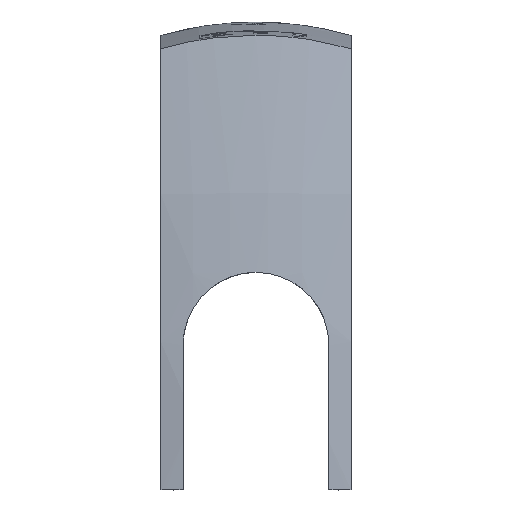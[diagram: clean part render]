
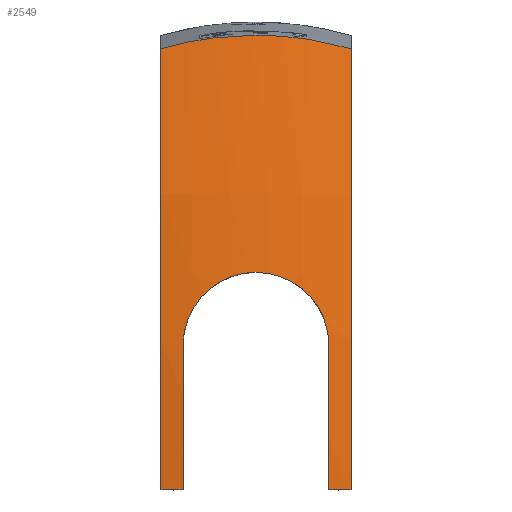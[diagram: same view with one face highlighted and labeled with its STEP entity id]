
A CAD part, front view. The second image highlights one B-rep face of the part: STEP entity #2549.
In plain terms, the highlighted toroidal (fillet/blend) face has major radius 99 mm and minor radius 75 mm.
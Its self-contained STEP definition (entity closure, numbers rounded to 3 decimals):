
#117=CARTESIAN_POINT('',(43.75,-118.996,5.705));
#118=DIRECTION('',(-1.,0.,0.));
#119=DIRECTION('',(0.,0.971,0.241));
#120=AXIS2_PLACEMENT_3D('',#117,#118,#119);
#274=CARTESIAN_POINT('',(43.75,54.488,6.94));
#275=CARTESIAN_POINT('',(43.701,54.494,6.94));
#276=CARTESIAN_POINT('',(43.602,54.505,6.94));
#277=CARTESIAN_POINT('',(43.454,54.522,6.94));
#278=CARTESIAN_POINT('',(43.355,54.533,6.94));
#279=CARTESIAN_POINT('',(43.305,54.539,6.94));
#284=CARTESIAN_POINT('',(43.305,54.539,6.94));
#285=CARTESIAN_POINT('',(43.127,54.559,6.94));
#286=CARTESIAN_POINT('',(42.771,54.597,6.94));
#287=CARTESIAN_POINT('',(42.236,54.651,6.94));
#288=CARTESIAN_POINT('',(41.879,54.684,6.94));
#289=CARTESIAN_POINT('',(41.7,54.7,6.94));
#311=CARTESIAN_POINT('',(26.25,49.384,47.492));
#312=CARTESIAN_POINT('',(27.196,49.431,47.767));
#313=CARTESIAN_POINT('',(29.114,49.51,48.226));
#314=CARTESIAN_POINT('',(32.044,49.582,48.642));
#315=CARTESIAN_POINT('',(34.015,49.6,48.735));
#316=CARTESIAN_POINT('',(35.,49.6,48.735));
#321=CARTESIAN_POINT('',(35.,49.6,48.735));
#322=CARTESIAN_POINT('',(35.985,49.6,48.735));
#323=CARTESIAN_POINT('',(37.956,49.583,48.642));
#324=CARTESIAN_POINT('',(40.886,49.511,48.226));
#325=CARTESIAN_POINT('',(42.804,49.431,47.767));
#326=CARTESIAN_POINT('',(43.75,49.385,47.492));
#924=CARTESIAN_POINT('',(26.25,-118.996,5.705));
#925=DIRECTION('',(1.,0.,0.));
#926=DIRECTION('',(0.,1.,0.007));
#927=AXIS2_PLACEMENT_3D('',#924,#925,#926);
#1134=CARTESIAN_POINT('',(28.3,54.7,6.94));
#1135=CARTESIAN_POINT('',(28.121,54.684,6.94));
#1136=CARTESIAN_POINT('',(27.764,54.651,6.94));
#1137=CARTESIAN_POINT('',(27.229,54.597,6.94));
#1138=CARTESIAN_POINT('',(26.873,54.559,6.94));
#1139=CARTESIAN_POINT('',(26.695,54.539,6.94));
#1144=CARTESIAN_POINT('',(26.695,54.539,6.94));
#1145=CARTESIAN_POINT('',(26.645,54.533,6.94));
#1146=CARTESIAN_POINT('',(26.546,54.522,6.94));
#1147=CARTESIAN_POINT('',(26.398,54.505,6.94));
#1148=CARTESIAN_POINT('',(26.299,54.494,6.94));
#1149=CARTESIAN_POINT('',(26.25,54.488,6.94));
#1161=CARTESIAN_POINT('',(28.3,-118.996,5.705));
#1162=DIRECTION('',(-1.,0.,0.));
#1163=DIRECTION('',(0.,0.996,0.084));
#1164=AXIS2_PLACEMENT_3D('',#1161,#1162,#1163);
#1191=CARTESIAN_POINT('',(41.7,54.095,20.24));
#1192=CARTESIAN_POINT('',(41.7,54.063,20.63));
#1193=CARTESIAN_POINT('',(41.632,54.001,21.41));
#1194=CARTESIAN_POINT('',(41.328,53.921,22.544));
#1195=CARTESIAN_POINT('',(40.832,53.855,23.606));
#1196=CARTESIAN_POINT('',(40.159,53.802,24.568));
#1197=CARTESIAN_POINT('',(39.328,53.763,25.399));
#1198=CARTESIAN_POINT('',(38.366,53.735,26.073));
#1199=CARTESIAN_POINT('',(37.302,53.716,26.568));
#1200=CARTESIAN_POINT('',(36.169,53.706,26.872));
#1201=CARTESIAN_POINT('',(35.39,53.704,26.94));
#1202=CARTESIAN_POINT('',(35.,53.704,26.94));
#1207=CARTESIAN_POINT('',(35.,53.704,26.94));
#1208=CARTESIAN_POINT('',(34.61,53.704,26.94));
#1209=CARTESIAN_POINT('',(33.83,53.706,26.872));
#1210=CARTESIAN_POINT('',(32.696,53.716,26.568));
#1211=CARTESIAN_POINT('',(31.633,53.735,26.072));
#1212=CARTESIAN_POINT('',(30.67,53.763,25.398));
#1213=CARTESIAN_POINT('',(29.84,53.802,24.567));
#1214=CARTESIAN_POINT('',(29.167,53.855,23.605));
#1215=CARTESIAN_POINT('',(28.672,53.921,22.543));
#1216=CARTESIAN_POINT('',(28.368,54.001,21.41));
#1217=CARTESIAN_POINT('',(28.3,54.063,20.63));
#1218=CARTESIAN_POINT('',(28.3,54.095,20.24));
#1262=CARTESIAN_POINT('',(41.7,-118.996,5.705));
#1263=DIRECTION('',(1.,0.,0.));
#1264=DIRECTION('',(0.,1.,0.007));
#1265=AXIS2_PLACEMENT_3D('',#1262,#1263,#1264);
#2020=CARTESIAN_POINT('',(43.75,49.385,47.492));
#2021=VERTEX_POINT('',#2020);
#2022=CARTESIAN_POINT('',(43.75,54.488,6.94));
#2023=VERTEX_POINT('',#2022);
#2057=VERTEX_POINT('',#279);
#2058=VERTEX_POINT('',#289);
#2059=VERTEX_POINT('',#321);
#2060=VERTEX_POINT('',#311);
#2061=CARTESIAN_POINT('',(26.25,54.488,6.94));
#2062=VERTEX_POINT('',#2061);
#2063=VERTEX_POINT('',#1144);
#2064=VERTEX_POINT('',#1134);
#2065=CARTESIAN_POINT('',(28.3,54.095,20.24));
#2066=VERTEX_POINT('',#2065);
#2067=VERTEX_POINT('',#1207);
#2068=VERTEX_POINT('',#1191);
#2521=CARTESIAN_POINT('',(35.,-118.996,5.705));
#2522=DIRECTION('',(-1.,0.,0.));
#2523=DIRECTION('',(0.,-1.,0.));
#2524=AXIS2_PLACEMENT_3D('',#2521,#2522,#2523);
#2525=TOROIDAL_SURFACE('',#2524,99.,75.);
#2526=ORIENTED_EDGE('',*,*,#2502,.F.);
#2527=ORIENTED_EDGE('',*,*,#2299,.F.);
#2529=ORIENTED_EDGE('',*,*,#2528,.F.);
#2531=ORIENTED_EDGE('',*,*,#2530,.F.);
#2533=ORIENTED_EDGE('',*,*,#2532,.F.);
#2535=ORIENTED_EDGE('',*,*,#2534,.F.);
#2537=ORIENTED_EDGE('',*,*,#2536,.F.);
#2539=ORIENTED_EDGE('',*,*,#2538,.F.);
#2541=ORIENTED_EDGE('',*,*,#2540,.F.);
#2543=ORIENTED_EDGE('',*,*,#2542,.F.);
#2545=ORIENTED_EDGE('',*,*,#2544,.F.);
#2546=ORIENTED_EDGE('',*,*,#2504,.F.);
#2547=EDGE_LOOP('',(#2526,#2527,#2529,#2531,#2533,#2535,#2537,#2539,#2541,#2543,
#2545,#2546));
#2548=FACE_OUTER_BOUND('',#2547,.F.);
#121=CIRCLE('',#120,173.488);
#280=B_SPLINE_CURVE_WITH_KNOTS('',3,(#274,#275,#276,#277,#278,#279),
.UNSPECIFIED.,.F.,.F.,(4,1,1,4),(0.,0.333,0.667,1.),
.UNSPECIFIED.);
#290=B_SPLINE_CURVE_WITH_KNOTS('',3,(#284,#285,#286,#287,#288,#289),
.UNSPECIFIED.,.F.,.F.,(4,1,1,4),(0.,0.333,0.667,1.),
.UNSPECIFIED.);
#317=B_SPLINE_CURVE_WITH_KNOTS('',3,(#311,#312,#313,#314,#315,#316),
.UNSPECIFIED.,.F.,.F.,(4,1,1,4),(0.,0.333,0.667,1.),
.UNSPECIFIED.);
#327=B_SPLINE_CURVE_WITH_KNOTS('',3,(#321,#322,#323,#324,#325,#326),
.UNSPECIFIED.,.F.,.F.,(4,1,1,4),(0.,0.333,0.667,1.),
.UNSPECIFIED.);
#928=CIRCLE('',#927,173.488);
#1140=B_SPLINE_CURVE_WITH_KNOTS('',3,(#1134,#1135,#1136,#1137,#1138,#1139),
.UNSPECIFIED.,.F.,.F.,(4,1,1,4),(0.,0.333,0.667,1.),
.UNSPECIFIED.);
#1150=B_SPLINE_CURVE_WITH_KNOTS('',3,(#1144,#1145,#1146,#1147,#1148,#1149),
.UNSPECIFIED.,.F.,.F.,(4,1,1,4),(0.,0.333,0.667,1.),
.UNSPECIFIED.);
#1165=CIRCLE('',#1164,173.7);
#1203=B_SPLINE_CURVE_WITH_KNOTS('',3,(#1191,#1192,#1193,#1194,#1195,#1196,#1197,
#1198,#1199,#1200,#1201,#1202),.UNSPECIFIED.,.F.,.F.,(4,1,1,1,1,1,1,1,1,4),
(0.,0.111,0.222,0.333,0.444,
0.556,0.667,0.778,0.889,1.),
.UNSPECIFIED.);
#1219=B_SPLINE_CURVE_WITH_KNOTS('',3,(#1207,#1208,#1209,#1210,#1211,#1212,#1213,
#1214,#1215,#1216,#1217,#1218),.UNSPECIFIED.,.F.,.F.,(4,1,1,1,1,1,1,1,1,4),
(0.,0.111,0.222,0.333,0.444,
0.556,0.667,0.778,0.889,1.),
.UNSPECIFIED.);
#1266=CIRCLE('',#1265,173.7);
#2299=EDGE_CURVE('',#2021,#2023,#121,.T.);
#2502=EDGE_CURVE('',#2023,#2057,#280,.T.);
#2504=EDGE_CURVE('',#2057,#2058,#290,.T.);
#2528=EDGE_CURVE('',#2059,#2021,#327,.T.);
#2530=EDGE_CURVE('',#2060,#2059,#317,.T.);
#2532=EDGE_CURVE('',#2062,#2060,#928,.T.);
#2534=EDGE_CURVE('',#2063,#2062,#1150,.T.);
#2536=EDGE_CURVE('',#2064,#2063,#1140,.T.);
#2538=EDGE_CURVE('',#2066,#2064,#1165,.T.);
#2540=EDGE_CURVE('',#2067,#2066,#1219,.T.);
#2542=EDGE_CURVE('',#2068,#2067,#1203,.T.);
#2544=EDGE_CURVE('',#2058,#2068,#1266,.T.);
#2549=ADVANCED_FACE('',(#2548),#2525,.T.);
